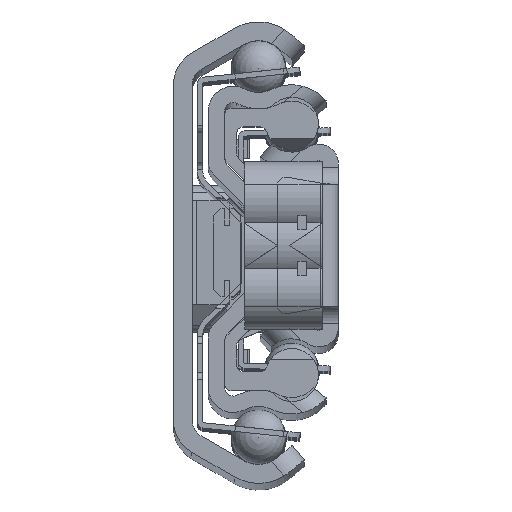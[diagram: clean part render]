
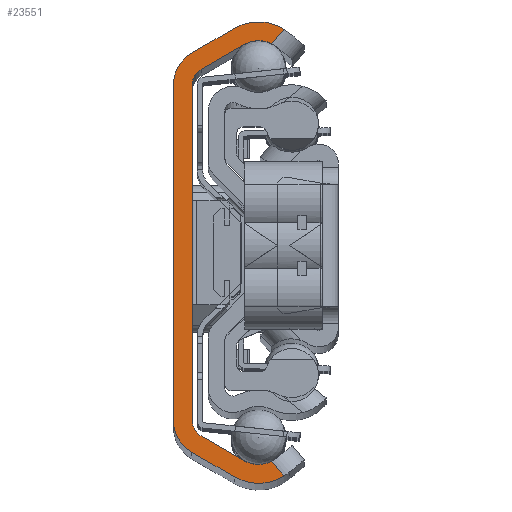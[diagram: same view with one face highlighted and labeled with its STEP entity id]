
A CAD part, top view. The second image highlights one B-rep face of the part: STEP entity #23551.
In plain terms, the highlighted face is planar.
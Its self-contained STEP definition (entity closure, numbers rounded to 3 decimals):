
#1405=CIRCLE('',#25168,5.59);
#1409=CIRCLE('',#25175,3.43);
#1415=CIRCLE('',#25186,3.43);
#1417=CIRCLE('',#25190,5.59);
#1418=CIRCLE('',#25192,2.);
#1419=CIRCLE('',#25197,4.16);
#1420=CIRCLE('',#25199,4.16);
#1421=CIRCLE('',#25203,2.);
#2513=FACE_OUTER_BOUND('',#3745,.T.);
#3745=EDGE_LOOP('',(#16208,#16209,#16210,#16211,#16212,#16213,#16214,#16215,
#16216,#16217,#16218,#16219,#16220,#16221,#16222,#16223));
#5152=LINE('',#34575,#7429);
#5239=LINE('',#34853,#7516);
#5286=LINE('',#35027,#7563);
#5297=LINE('',#35087,#7574);
#5307=LINE('',#35137,#7584);
#5309=LINE('',#35142,#7586);
#5311=LINE('',#35150,#7588);
#5313=LINE('',#35154,#7590);
#7429=VECTOR('',#27460,10.);
#7516=VECTOR('',#27697,10.);
#7563=VECTOR('',#27872,10.);
#7574=VECTOR('',#27915,10.);
#7584=VECTOR('',#27953,10.);
#7586=VECTOR('',#27959,10.);
#7588=VECTOR('',#27971,10.);
#7590=VECTOR('',#27975,10.);
#9708=VERTEX_POINT('',#34572);
#9709=VERTEX_POINT('',#34574);
#9796=VERTEX_POINT('',#34850);
#9797=VERTEX_POINT('',#34852);
#9853=VERTEX_POINT('',#35019);
#9854=VERTEX_POINT('',#35026);
#9858=VERTEX_POINT('',#35043);
#9864=VERTEX_POINT('',#35069);
#9868=VERTEX_POINT('',#35081);
#9869=VERTEX_POINT('',#35086);
#9876=VERTEX_POINT('',#35111);
#9878=VERTEX_POINT('',#35129);
#9879=VERTEX_POINT('',#35133);
#9880=VERTEX_POINT('',#35140);
#9881=VERTEX_POINT('',#35146);
#9882=VERTEX_POINT('',#35152);
#12100=EDGE_CURVE('',#9708,#9709,#5152,.T.);
#12227=EDGE_CURVE('',#9796,#9797,#5239,.T.);
#12311=EDGE_CURVE('',#9853,#9854,#5286,.T.);
#12318=EDGE_CURVE('',#9854,#9858,#1405,.T.);
#12328=EDGE_CURVE('',#9864,#9853,#1409,.T.);
#12334=EDGE_CURVE('',#9868,#9869,#5297,.T.);
#12344=EDGE_CURVE('',#9869,#9876,#1415,.T.);
#12351=EDGE_CURVE('',#9878,#9868,#1417,.T.);
#12353=EDGE_CURVE('',#9879,#9796,#1418,.T.);
#12354=EDGE_CURVE('',#9876,#9879,#5307,.T.);
#12356=EDGE_CURVE('',#9880,#9878,#5309,.T.);
#12357=EDGE_CURVE('',#9709,#9880,#1419,.T.);
#12359=EDGE_CURVE('',#9881,#9708,#1420,.T.);
#12360=EDGE_CURVE('',#9858,#9881,#5311,.T.);
#12362=EDGE_CURVE('',#9882,#9864,#5313,.T.);
#12363=EDGE_CURVE('',#9797,#9882,#1421,.T.);
#16208=ORIENTED_EDGE('',*,*,#12311,.F.);
#16209=ORIENTED_EDGE('',*,*,#12328,.F.);
#16210=ORIENTED_EDGE('',*,*,#12362,.F.);
#16211=ORIENTED_EDGE('',*,*,#12363,.F.);
#16212=ORIENTED_EDGE('',*,*,#12227,.F.);
#16213=ORIENTED_EDGE('',*,*,#12353,.F.);
#16214=ORIENTED_EDGE('',*,*,#12354,.F.);
#16215=ORIENTED_EDGE('',*,*,#12344,.F.);
#16216=ORIENTED_EDGE('',*,*,#12334,.F.);
#16217=ORIENTED_EDGE('',*,*,#12351,.F.);
#16218=ORIENTED_EDGE('',*,*,#12356,.F.);
#16219=ORIENTED_EDGE('',*,*,#12357,.F.);
#16220=ORIENTED_EDGE('',*,*,#12100,.F.);
#16221=ORIENTED_EDGE('',*,*,#12359,.F.);
#16222=ORIENTED_EDGE('',*,*,#12360,.F.);
#16223=ORIENTED_EDGE('',*,*,#12318,.F.);
#22885=PLANE('',#25204);
#23551=ADVANCED_FACE('',(#2513),#22885,.F.);
#25168=AXIS2_PLACEMENT_3D('',#35044,#27885,#27886);
#25175=AXIS2_PLACEMENT_3D('',#35071,#27903,#27904);
#25186=AXIS2_PLACEMENT_3D('',#35112,#27933,#27934);
#25190=AXIS2_PLACEMENT_3D('',#35131,#27944,#27945);
#25192=AXIS2_PLACEMENT_3D('',#35135,#27949,#27950);
#25197=AXIS2_PLACEMENT_3D('',#35144,#27962,#27963);
#25199=AXIS2_PLACEMENT_3D('',#35148,#27967,#27968);
#25203=AXIS2_PLACEMENT_3D('',#35156,#27978,#27979);
#25204=AXIS2_PLACEMENT_3D('',#35157,#27980,#27981);
#27460=DIRECTION('',(0.,-1.,0.));
#27697=DIRECTION('',(0.,1.,0.));
#27872=DIRECTION('',(0.643,0.766,0.));
#27885=DIRECTION('center_axis',(0.,0.,1.));
#27886=DIRECTION('ref_axis',(0.643,0.766,0.));
#27903=DIRECTION('center_axis',(0.,0.,-1.));
#27904=DIRECTION('ref_axis',(-0.643,-0.766,0.));
#27915=DIRECTION('',(-0.643,0.766,0.));
#27933=DIRECTION('center_axis',(0.,0.,-1.));
#27934=DIRECTION('ref_axis',(0.5,0.866,0.));
#27944=DIRECTION('center_axis',(0.,0.,1.));
#27945=DIRECTION('ref_axis',(-0.5,-0.866,0.));
#27949=DIRECTION('center_axis',(0.,0.,-1.));
#27950=DIRECTION('ref_axis',(1.,0.,0.));
#27953=DIRECTION('',(-0.866,0.5,0.));
#27959=DIRECTION('',(0.866,-0.5,0.));
#27962=DIRECTION('center_axis',(0.,0.,1.));
#27963=DIRECTION('ref_axis',(-1.,0.,0.));
#27967=DIRECTION('center_axis',(0.,0.,1.));
#27968=DIRECTION('ref_axis',(-0.5,0.866,0.));
#27971=DIRECTION('',(-0.866,-0.5,0.));
#27975=DIRECTION('',(0.866,0.5,0.));
#27978=DIRECTION('center_axis',(0.,0.,-1.));
#27979=DIRECTION('ref_axis',(0.5,-0.866,0.));
#27980=DIRECTION('center_axis',(0.,0.,1.));
#27981=DIRECTION('ref_axis',(1.,0.,0.));
#34572=CARTESIAN_POINT('',(-9.78,19.352,0.));
#34574=CARTESIAN_POINT('',(-9.78,-19.352,0.));
#34575=CARTESIAN_POINT('',(-9.78,19.352,0.));
#34850=CARTESIAN_POINT('',(-7.62,-19.352,0.));
#34852=CARTESIAN_POINT('',(-7.62,19.352,0.));
#34853=CARTESIAN_POINT('',(-7.62,0.,0.));
#35019=CARTESIAN_POINT('',(1.509,24.025,0.));
#35026=CARTESIAN_POINT('',(2.923,25.71,0.));
#35027=CARTESIAN_POINT('',(-1.263,20.722,0.));
#35043=CARTESIAN_POINT('',(-2.795,25.786,0.));
#35044=CARTESIAN_POINT('Origin',(0.,20.945,0.));
#35069=CARTESIAN_POINT('',(-1.715,23.915,0.));
#35071=CARTESIAN_POINT('Origin',(0.,20.945,0.));
#35081=CARTESIAN_POINT('',(2.923,-25.71,0.));
#35086=CARTESIAN_POINT('',(1.509,-24.025,0.));
#35087=CARTESIAN_POINT('',(-9.763,-10.592,0.));
#35111=CARTESIAN_POINT('',(-1.715,-23.915,0.));
#35112=CARTESIAN_POINT('Origin',(0.,-20.945,0.));
#35129=CARTESIAN_POINT('',(-2.795,-25.786,0.));
#35131=CARTESIAN_POINT('Origin',(0.,-20.945,0.));
#35133=CARTESIAN_POINT('',(-6.62,-21.084,0.));
#35135=CARTESIAN_POINT('Origin',(-5.62,-19.352,0.));
#35137=CARTESIAN_POINT('',(-1.715,-23.915,0.));
#35140=CARTESIAN_POINT('',(-7.7,-22.954,0.));
#35142=CARTESIAN_POINT('',(-7.7,-22.954,0.));
#35144=CARTESIAN_POINT('Origin',(-5.62,-19.352,0.));
#35146=CARTESIAN_POINT('',(-7.7,22.954,0.));
#35148=CARTESIAN_POINT('Origin',(-5.62,19.352,0.));
#35150=CARTESIAN_POINT('',(-2.795,25.786,0.));
#35152=CARTESIAN_POINT('',(-6.62,21.084,0.));
#35154=CARTESIAN_POINT('',(-6.62,21.084,0.));
#35156=CARTESIAN_POINT('Origin',(-5.62,19.352,0.));
#35157=CARTESIAN_POINT('Origin',(-5.685,15.852,0.));
